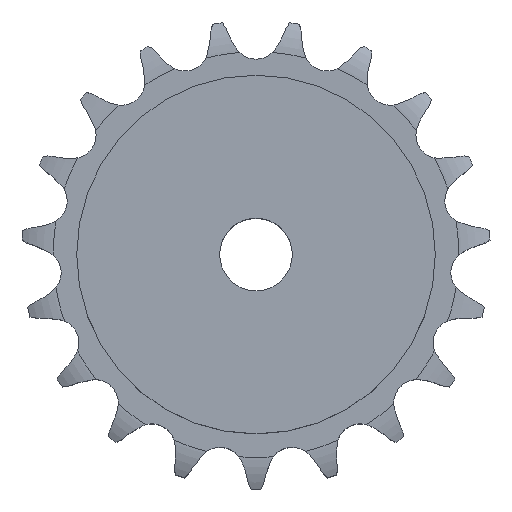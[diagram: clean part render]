
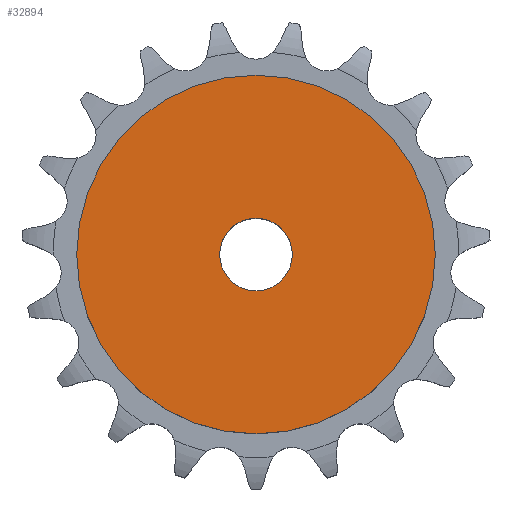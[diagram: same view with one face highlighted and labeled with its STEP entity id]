
A CAD part, top view. The second image highlights one B-rep face of the part: STEP entity #32894.
In plain terms, the highlighted planar face has unit normal (0, 0, 1).
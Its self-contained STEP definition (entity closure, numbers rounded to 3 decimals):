
#17612 = CYLINDRICAL_SURFACE('',#17613,8.);
#17613 = AXIS2_PLACEMENT_3D('',#17614,#17615,#17616);
#17614 = CARTESIAN_POINT('',(0.,0.,166.836));
#17615 = DIRECTION('',(0.,0.,1.));
#17616 = DIRECTION('',(1.,0.,0.));
#22509 = EDGE_CURVE('',#22510,#22510,#22512,.T.);
#22510 = VERTEX_POINT('',#22511);
#22511 = CARTESIAN_POINT('',(8.,0.,45.));
#22512 = SURFACE_CURVE('',#22513,(#22518,#22525),.PCURVE_S1.);
#22513 = CIRCLE('',#22514,8.);
#22514 = AXIS2_PLACEMENT_3D('',#22515,#22516,#22517);
#22515 = CARTESIAN_POINT('',(0.,0.,45.));
#22516 = DIRECTION('',(0.,0.,1.));
#22517 = DIRECTION('',(1.,0.,0.));
#22518 = PCURVE('',#17612,#22519);
#22519 = DEFINITIONAL_REPRESENTATION('',(#22520),#22524);
#22520 = LINE('',#22521,#22522);
#22521 = CARTESIAN_POINT('',(0.,-121.836));
#22522 = VECTOR('',#22523,1.);
#22523 = DIRECTION('',(1.,0.));
#22524 = ( GEOMETRIC_REPRESENTATION_CONTEXT(2) 
PARAMETRIC_REPRESENTATION_CONTEXT() REPRESENTATION_CONTEXT('2D SPACE',''
  ) );
#22525 = PCURVE('',#22526,#22531);
#22526 = PLANE('',#22527);
#22527 = AXIS2_PLACEMENT_3D('',#22528,#22529,#22530);
#22528 = CARTESIAN_POINT('',(0.,0.,45.)
  );
#22529 = DIRECTION('',(0.,0.,1.));
#22530 = DIRECTION('',(1.,0.,0.));
#22531 = DEFINITIONAL_REPRESENTATION('',(#22532),#22536);
#22532 = CIRCLE('',#22533,8.);
#22533 = AXIS2_PLACEMENT_2D('',#22534,#22535);
#22534 = CARTESIAN_POINT('',(0.,0.));
#22535 = DIRECTION('',(1.,0.));
#22536 = ( GEOMETRIC_REPRESENTATION_CONTEXT(2) 
PARAMETRIC_REPRESENTATION_CONTEXT() REPRESENTATION_CONTEXT('2D SPACE',''
  ) );
#32894 = ADVANCED_FACE('',(#32895,#32926),#22526,.T.);
#32895 = FACE_BOUND('',#32896,.T.);
#32896 = EDGE_LOOP('',(#32897));
#32897 = ORIENTED_EDGE('',*,*,#32898,.T.);
#32898 = EDGE_CURVE('',#32899,#32899,#32901,.T.);
#32899 = VERTEX_POINT('',#32900);
#32900 = CARTESIAN_POINT('',(39.5,0.,45.));
#32901 = SURFACE_CURVE('',#32902,(#32907,#32914),.PCURVE_S1.);
#32902 = CIRCLE('',#32903,39.5);
#32903 = AXIS2_PLACEMENT_3D('',#32904,#32905,#32906);
#32904 = CARTESIAN_POINT('',(0.,0.,45.));
#32905 = DIRECTION('',(0.,0.,1.));
#32906 = DIRECTION('',(1.,0.,0.));
#32907 = PCURVE('',#22526,#32908);
#32908 = DEFINITIONAL_REPRESENTATION('',(#32909),#32913);
#32909 = CIRCLE('',#32910,39.5);
#32910 = AXIS2_PLACEMENT_2D('',#32911,#32912);
#32911 = CARTESIAN_POINT('',(0.,0.));
#32912 = DIRECTION('',(1.,0.));
#32913 = ( GEOMETRIC_REPRESENTATION_CONTEXT(2) 
PARAMETRIC_REPRESENTATION_CONTEXT() REPRESENTATION_CONTEXT('2D SPACE',''
  ) );
#32914 = PCURVE('',#32915,#32920);
#32915 = CYLINDRICAL_SURFACE('',#32916,39.5);
#32916 = AXIS2_PLACEMENT_3D('',#32917,#32918,#32919);
#32917 = CARTESIAN_POINT('',(0.,0.,0.));
#32918 = DIRECTION('',(-0.,-0.,-1.));
#32919 = DIRECTION('',(1.,0.,0.));
#32920 = DEFINITIONAL_REPRESENTATION('',(#32921),#32925);
#32921 = LINE('',#32922,#32923);
#32922 = CARTESIAN_POINT('',(-0.,-45.));
#32923 = VECTOR('',#32924,1.);
#32924 = DIRECTION('',(-1.,0.));
#32925 = ( GEOMETRIC_REPRESENTATION_CONTEXT(2) 
PARAMETRIC_REPRESENTATION_CONTEXT() REPRESENTATION_CONTEXT('2D SPACE',''
  ) );
#32926 = FACE_BOUND('',#32927,.T.);
#32927 = EDGE_LOOP('',(#32928));
#32928 = ORIENTED_EDGE('',*,*,#22509,.F.);
